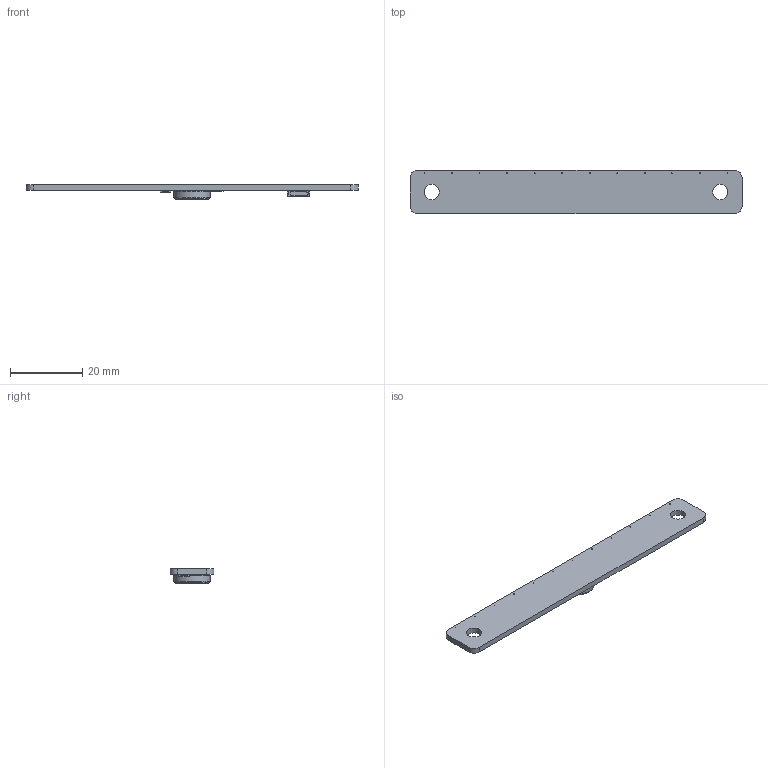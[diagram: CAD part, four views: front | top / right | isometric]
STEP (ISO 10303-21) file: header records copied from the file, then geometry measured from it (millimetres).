
FILE_DESCRIPTION(('KiCad electronic assembly'),'2;1');
FILE_NAME('cap64.step','2022-07-11T05:03:54',('Pcbnew'),('Kicad'), 'Open CASCADE STEP processor 7.6','KiCad to STEP converter','Unknown' );
FILE_SCHEMA(('AUTOMOTIVE_DESIGN { 1 0 10303 214 1 1 1 1 }'));
Length unit declared in the file: millimetre
Products named in the file (8): cap64 1; UQFN-20-1EP_3x3mm_P0.4mm_EP1.85x1.85mm; SOLID; ERM; COMPOUND; SM05B-SURS-TF; cap64pcb PCB
Assembly tree (7 placements, depth 3):
  cap64 1
    UQFN-20-1EP_3x3mm_P0.4mm_EP1.85x1.85mm
      SOLID
    ERM
      COMPOUND
    SM05B-SURS-TF
      SOLID
    cap64pcb PCB
Bounding box: 91.6 x 12 x 4.05 mm (x, y, z)
Volume: 1915.8 mm3; surface area: 3138 mm2
Topology: 7 solids, 7 shells, 244 faces, 663 edges, 441 vertices
Faces by surface type: bspline 220, cylinder 18, plane 6
Full cylindrical faces by diameter (mm): 0.2 x12, 4.2 x2
Entity records: 16899 total; most frequent: CARTESIAN_POINT 6228, B_SPLINE_CURVE_WITH_KNOTS 1681, ORIENTED_EDGE 1326, PCURVE 1326, DEFINITIONAL_REPRESENTATION 1326, EDGE_CURVE 663, SURFACE_CURVE 644, VERTEX_POINT 441
